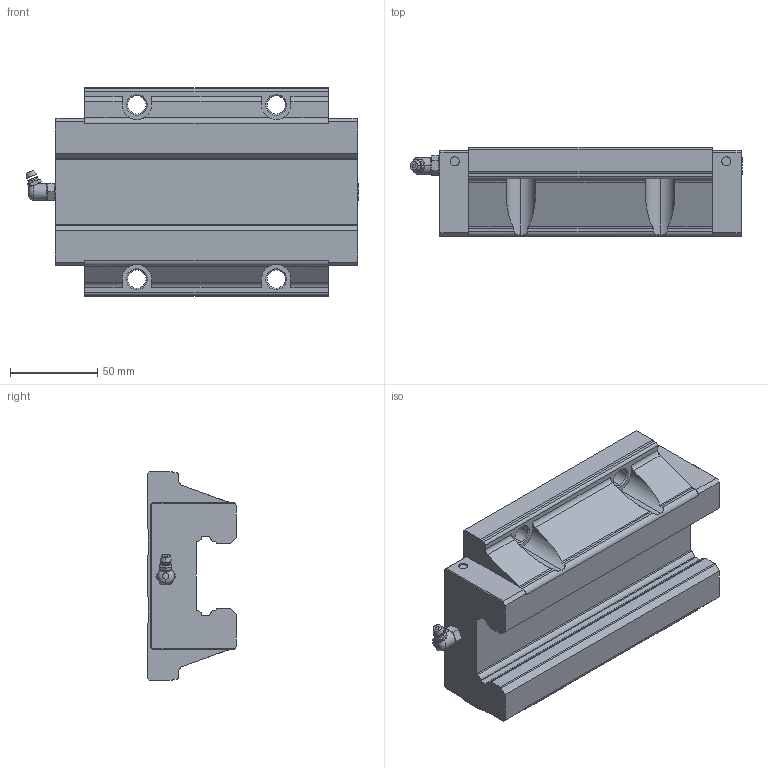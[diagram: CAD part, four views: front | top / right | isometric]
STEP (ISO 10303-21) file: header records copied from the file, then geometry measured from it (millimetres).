
FILE_DESCRIPTION (( 'STEP AP214' ), '1' );
FILE_NAME ('SHS45LCSS, Føringsvogn, Bondy.STEP', '2020-06-15T07:59:14', ( '' ), ( '' ), 'SwSTEP 2.0', 'SolidWorks 2020', '' );
FILE_SCHEMA (( 'AUTOMOTIVE_DESIGN' ));
Length unit declared in the file: millimetre
Products named in the file (3): SHS45LCSS, Føringsvogn, Bondy; _SHS45LCSSB-PT1_81 Slide25-55; _B-PT1_8-SHS_grease_nipple_joint
Assembly tree (2 placements, depth 2):
  SHS45LCSS, Føringsvogn, Bondy
    _SHS45LCSSB-PT1_81 Slide25-55
    _B-PT1_8-SHS_grease_nipple_joint
Bounding box: 190.7 x 51.1 x 120 mm (x, y, z)
Volume: 697435.6 mm3; surface area: 75246.3 mm2
Topology: 1 solids, 3 shells, 206 faces, 548 edges, 351 vertices
Faces by surface type: plane 99, cylinder 60, cone 40, bspline 5, torus 2
Entity records: 7136 total; most frequent: CARTESIAN_POINT 1923, ORIENTED_EDGE 1084, DIRECTION 1064, EDGE_CURVE 544, AXIS2_PLACEMENT_3D 373, VERTEX_POINT 351, VECTOR 318, LINE 318
